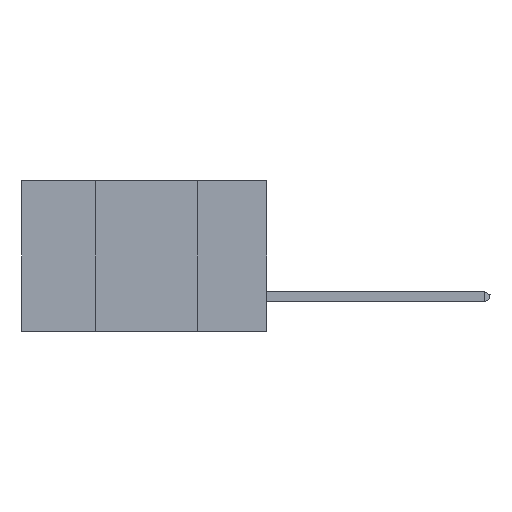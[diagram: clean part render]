
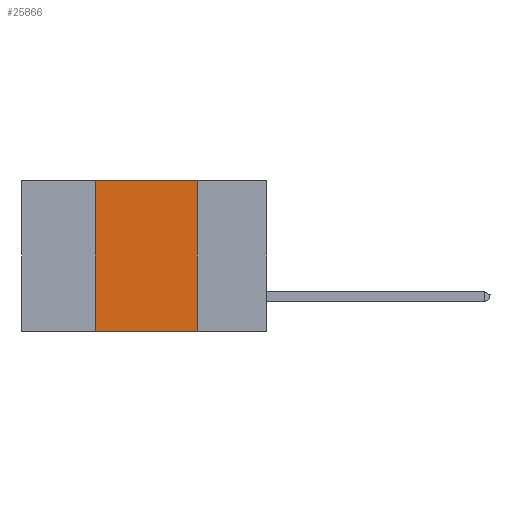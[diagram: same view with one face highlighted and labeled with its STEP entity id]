
A CAD part, left-side view. The second image highlights one B-rep face of the part: STEP entity #25866.
In plain terms, the highlighted planar face has unit normal (-1, 0, 0).
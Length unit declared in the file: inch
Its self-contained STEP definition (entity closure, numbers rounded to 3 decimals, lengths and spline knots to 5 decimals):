
#272 = CARTESIAN_POINT ( 'NONE',  ( 0., 0.42, 0. ) ) ;
#3734 = CARTESIAN_POINT ( 'NONE',  ( 0., 0.42, 0. ) ) ;
#4161 = LINE ( 'NONE', #272, #41343 ) ;
#4387 = DIRECTION ( 'NONE',  ( 0., 0., 1. ) ) ;
#6833 = EDGE_CURVE ( 'NONE', #42911, #24621, #25264, .T. ) ;
#7310 = EDGE_CURVE ( 'NONE', #27840, #24621, #26210, .T. ) ;
#8737 = EDGE_LOOP ( 'NONE', ( #20953, #31632, #16212, #34062 ) ) ;
#10885 = VECTOR ( 'NONE', #18940, 39.37008 ) ;
#14544 = EDGE_CURVE ( 'NONE', #27840, #25925, #4161, .T. ) ;
#15484 = EDGE_CURVE ( 'NONE', #25925, #42911, #23796, .T. ) ;
#15989 = VECTOR ( 'NONE', #18205, 39.37008 ) ;
#16212 = ORIENTED_EDGE ( 'NONE', *, *, #14544, .F. ) ;
#17932 = DIRECTION ( 'NONE',  ( 1., 0., 0. ) ) ;
#18151 = DIRECTION ( 'NONE',  ( 0., 0., -1. ) ) ;
#18205 = DIRECTION ( 'NONE',  ( 0., 0., -1. ) ) ;
#18940 = DIRECTION ( 'NONE',  ( 0., -1., 0. ) ) ;
#20953 = ORIENTED_EDGE ( 'NONE', *, *, #6833, .F. ) ;
#22578 = CARTESIAN_POINT ( 'NONE',  ( 0., 0.6, -0.37 ) ) ;
#23122 = DIRECTION ( 'NONE',  ( 0., -1., 0. ) ) ;
#23796 = LINE ( 'NONE', #40479, #29133 ) ;
#23889 = CARTESIAN_POINT ( 'NONE',  ( 0., 0.42, -0.37 ) ) ;
#24621 = VERTEX_POINT ( 'NONE', #24756 ) ;
#24756 = CARTESIAN_POINT ( 'NONE',  ( 0., 0.17, -0.37 ) ) ;
#25264 = LINE ( 'NONE', #41733, #15989 ) ;
#25866 = ADVANCED_FACE ( 'NONE', ( #38926 ), #42806, .F. ) ;
#25925 = VERTEX_POINT ( 'NONE', #3734 ) ;
#26210 = LINE ( 'NONE', #22578, #10885 ) ;
#27810 = AXIS2_PLACEMENT_3D ( 'NONE', #31385, #17932, #18151 ) ;
#27840 = VERTEX_POINT ( 'NONE', #23889 ) ;
#29133 = VECTOR ( 'NONE', #23122, 39.37008 ) ;
#31385 = CARTESIAN_POINT ( 'NONE',  ( 0., 0.6, 0. ) ) ;
#31632 = ORIENTED_EDGE ( 'NONE', *, *, #15484, .F. ) ;
#34062 = ORIENTED_EDGE ( 'NONE', *, *, #7310, .T. ) ;
#37998 = CARTESIAN_POINT ( 'NONE',  ( 0., 0.17, 0. ) ) ;
#38926 = FACE_OUTER_BOUND ( 'NONE', #8737, .T. ) ;
#40479 = CARTESIAN_POINT ( 'NONE',  ( 0., 0.6, 0. ) ) ;
#41343 = VECTOR ( 'NONE', #4387, 39.37008 ) ;
#41733 = CARTESIAN_POINT ( 'NONE',  ( 0., 0.17, 0. ) ) ;
#42806 = PLANE ( 'NONE',  #27810 ) ;
#42911 = VERTEX_POINT ( 'NONE', #37998 ) ;
